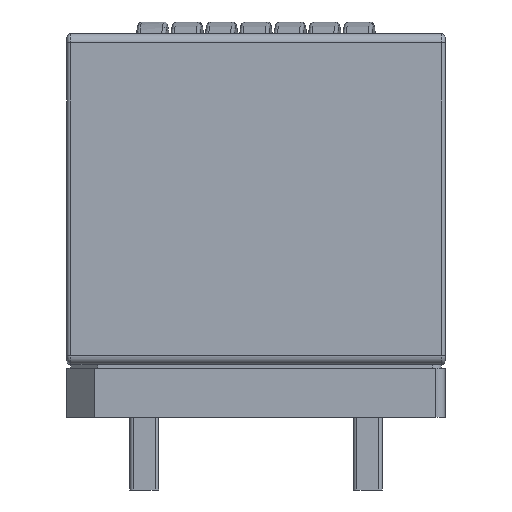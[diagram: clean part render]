
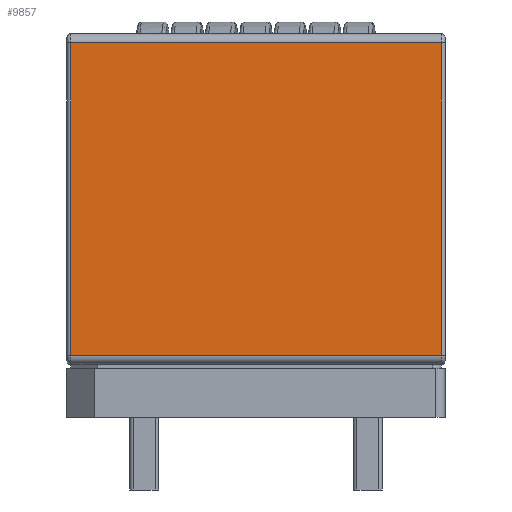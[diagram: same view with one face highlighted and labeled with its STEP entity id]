
A CAD part, left-side view. The second image highlights one B-rep face of the part: STEP entity #9857.
In plain terms, the highlighted planar face has unit normal (-1, 0, 0).
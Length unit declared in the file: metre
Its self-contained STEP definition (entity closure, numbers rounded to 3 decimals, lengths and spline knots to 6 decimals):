
#953=PLANE('',#10242);
#1200=LINE('',#13095,#1812);
#1483=LINE('',#15519,#2095);
#1484=LINE('',#15521,#2096);
#1485=LINE('',#15523,#2097);
#1812=VECTOR('',#10790,1.);
#2095=VECTOR('',#11395,1.);
#2096=VECTOR('',#11396,1.);
#2097=VECTOR('',#11397,1.);
#3507=ORIENTED_EDGE('',*,*,#4864,.F.);
#3508=ORIENTED_EDGE('',*,*,#4865,.T.);
#3509=ORIENTED_EDGE('',*,*,#4866,.T.);
#3510=ORIENTED_EDGE('',*,*,#4508,.T.);
#4508=EDGE_CURVE('',#5444,#5445,#1200,.T.);
#4864=EDGE_CURVE('',#5640,#5445,#1483,.T.);
#4865=EDGE_CURVE('',#5640,#5641,#1484,.T.);
#4866=EDGE_CURVE('',#5641,#5444,#1485,.T.);
#5444=VERTEX_POINT('',#13088);
#5445=VERTEX_POINT('',#13092);
#5640=VERTEX_POINT('',#15520);
#5641=VERTEX_POINT('',#15522);
#6228=EDGE_LOOP('',(#3507,#3508,#3509,#3510));
#6690=FACE_BOUND('',#6228,.T.);
#9857=ADVANCED_FACE('',(#6690),#953,.T.);
#10242=AXIS2_PLACEMENT_3D('',#15518,#11393,#11394);
#10790=DIRECTION('',(0.,0.,1.));
#11393=DIRECTION('',(-1.,0.,0.));
#11394=DIRECTION('',(0.,0.,1.));
#11395=DIRECTION('',(0.,-1.,0.));
#11396=DIRECTION('',(0.,0.,-1.));
#11397=DIRECTION('',(0.,-1.,0.));
#13088=CARTESIAN_POINT('',(-0.0125,-0.0102,0.00205));
#13092=CARTESIAN_POINT('',(-0.0125,-0.0102,0.01925));
#13095=CARTESIAN_POINT('',(-0.0125,-0.0102,0.01925));
#15518=CARTESIAN_POINT('',(-0.0125,0.0104,0.01975));
#15519=CARTESIAN_POINT('',(-0.0125,0.0104,0.01925));
#15520=CARTESIAN_POINT('',(-0.0125,0.0102,0.01925));
#15521=CARTESIAN_POINT('',(-0.0125,0.0102,0.00205));
#15522=CARTESIAN_POINT('',(-0.0125,0.0102,0.00205));
#15523=CARTESIAN_POINT('',(-0.0125,0.0104,0.00205));
